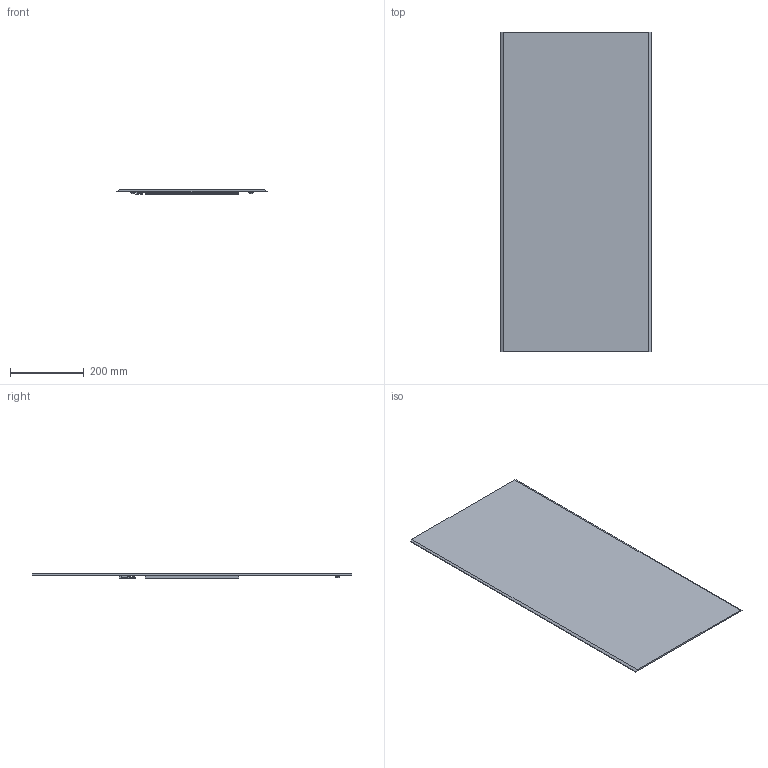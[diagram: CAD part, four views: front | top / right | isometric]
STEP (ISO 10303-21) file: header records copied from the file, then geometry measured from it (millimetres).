
FILE_DESCRIPTION((''),'2;1');
FILE_NAME('4641N','2021-06-22T11:50:58',('jinson.thomas'),(''),'CREO PARAMETRIC BY PTC INC, 2018400','CREO PARAMETRIC BY PTC INC, 2018400','');
FILE_SCHEMA(('CONFIG_CONTROL_DESIGN'));
Length unit declared in the file: inch
Products named in the file (1): 4641N
Bounding box: 406.4 x 863.6 x 11.37 mm (x, y, z)
Volume: 1746349.9 mm3; surface area: 743639.7 mm2
Topology: 1 solids, 1 shells, 115 faces, 293 edges, 184 vertices
Faces by surface type: plane 64, cylinder 37, sphere 8, cone 6
Entity records: 3499 total; most frequent: CARTESIAN_POINT 618, DIRECTION 591, ORIENTED_EDGE 586, EDGE_CURVE 293, VECTOR 209, LINE 209, AXIS2_PLACEMENT_3D 191, VERTEX_POINT 186
